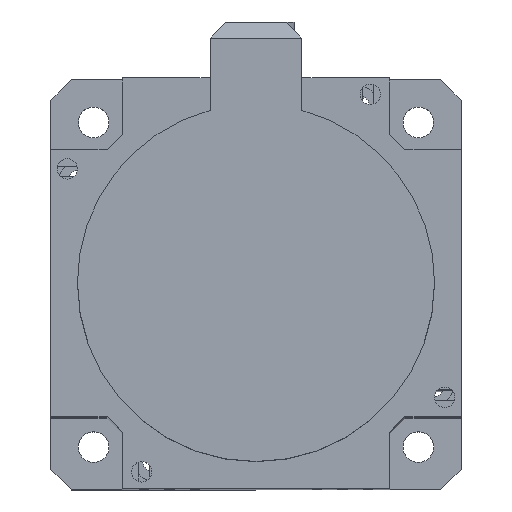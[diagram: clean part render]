
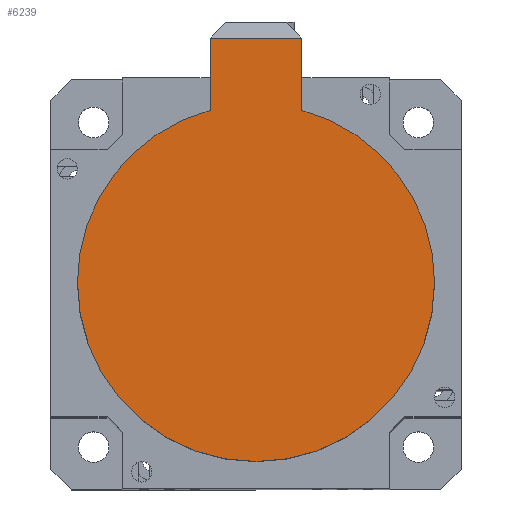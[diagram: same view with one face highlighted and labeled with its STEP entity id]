
A CAD part, top view. The second image highlights one B-rep face of the part: STEP entity #6239.
In plain terms, the highlighted planar face has unit normal (0, 0, 1).
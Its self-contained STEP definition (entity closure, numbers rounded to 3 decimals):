
#640 = CARTESIAN_POINT ( 'NONE',  ( 49.2, 88.2, 22. ) ) ;
#1057 = CARTESIAN_POINT ( 'NONE',  ( 40.2, 40.2, 22. ) ) ;
#1696 = CARTESIAN_POINT ( 'NONE',  ( 40.2, 40.2, 22. ) ) ;
#2073 = LINE ( 'NONE', #3294, #11482 ) ;
#2101 = DIRECTION ( 'NONE',  ( 0., 0., 1. ) ) ;
#2226 = ORIENTED_EDGE ( 'NONE', *, *, #3318, .T. ) ;
#2391 = CARTESIAN_POINT ( 'NONE',  ( 40.2, 40.2, 22. ) ) ;
#2664 = ORIENTED_EDGE ( 'NONE', *, *, #4990, .T. ) ;
#2959 = AXIS2_PLACEMENT_3D ( 'NONE', #4925, #6011, #3845 ) ;
#3079 = ORIENTED_EDGE ( 'NONE', *, *, #7287, .T. ) ;
#3170 = DIRECTION ( 'NONE',  ( 1., 0., 0. ) ) ;
#3294 = CARTESIAN_POINT ( 'NONE',  ( 40.2, 88.2, 22. ) ) ;
#3318 = EDGE_CURVE ( 'NONE', #4465, #10347, #10003, .T. ) ;
#3383 = CARTESIAN_POINT ( 'NONE',  ( 5.2, 40.2, 22. ) ) ;
#3454 = DIRECTION ( 'NONE',  ( 1., 0., 0. ) ) ;
#3489 = FACE_OUTER_BOUND ( 'NONE', #3523, .T. ) ;
#3506 = ORIENTED_EDGE ( 'NONE', *, *, #8712, .T. ) ;
#3523 = EDGE_LOOP ( 'NONE', ( #7974, #2664, #2226, #3506, #8989, #3079 ) ) ;
#3641 = AXIS2_PLACEMENT_3D ( 'NONE', #2391, #9916, #3454 ) ;
#3845 = DIRECTION ( 'NONE',  ( 1., 0., 0. ) ) ;
#3936 = EDGE_CURVE ( 'NONE', #13091, #7458, #6113, .T. ) ;
#4465 = VERTEX_POINT ( 'NONE', #11059 ) ;
#4925 = CARTESIAN_POINT ( 'NONE',  ( 40.2, 40.2, 22. ) ) ;
#4990 = EDGE_CURVE ( 'NONE', #6516, #4465, #2073, .T. ) ;
#5218 = AXIS2_PLACEMENT_3D ( 'NONE', #1696, #10230, #13387 ) ;
#5398 = VECTOR ( 'NONE', #13292, 1000. ) ;
#5799 = AXIS2_PLACEMENT_3D ( 'NONE', #1057, #2101, #3170 ) ;
#6011 = DIRECTION ( 'NONE',  ( 0., 0., 1. ) ) ;
#6113 = CIRCLE ( 'NONE', #5799, 35. ) ;
#6239 = ADVANCED_FACE ( 'NONE', ( #3489 ), #10297, .T. ) ;
#6516 = VERTEX_POINT ( 'NONE', #640 ) ;
#7092 = VERTEX_POINT ( 'NONE', #13322 ) ;
#7287 = EDGE_CURVE ( 'NONE', #7458, #7092, #7530, .T. ) ;
#7458 = VERTEX_POINT ( 'NONE', #10522 ) ;
#7530 = CIRCLE ( 'NONE', #5218, 35. ) ;
#7974 = ORIENTED_EDGE ( 'NONE', *, *, #13219, .T. ) ;
#8276 = LINE ( 'NONE', #12041, #5398 ) ;
#8712 = EDGE_CURVE ( 'NONE', #10347, #13091, #9850, .T. ) ;
#8989 = ORIENTED_EDGE ( 'NONE', *, *, #3936, .T. ) ;
#9850 = CIRCLE ( 'NONE', #3641, 35. ) ;
#9916 = DIRECTION ( 'NONE',  ( 0., 0., 1. ) ) ;
#10003 = LINE ( 'NONE', #12486, #13482 ) ;
#10230 = DIRECTION ( 'NONE',  ( 0., 0., 1. ) ) ;
#10297 = PLANE ( 'NONE',  #2959 ) ;
#10347 = VERTEX_POINT ( 'NONE', #11418 ) ;
#10354 = DIRECTION ( 'NONE',  ( 0., -1., 0. ) ) ;
#10522 = CARTESIAN_POINT ( 'NONE',  ( 75.2, 40.2, 22. ) ) ;
#10860 = DIRECTION ( 'NONE',  ( -1., 0., 0. ) ) ;
#11059 = CARTESIAN_POINT ( 'NONE',  ( 31.2, 88.2, 22. ) ) ;
#11418 = CARTESIAN_POINT ( 'NONE',  ( 31.2, 74.023, 22. ) ) ;
#11482 = VECTOR ( 'NONE', #10860, 1000. ) ;
#12041 = CARTESIAN_POINT ( 'NONE',  ( 49.2, 91.2, 22. ) ) ;
#12486 = CARTESIAN_POINT ( 'NONE',  ( 31.2, 71.2, 22. ) ) ;
#13091 = VERTEX_POINT ( 'NONE', #3383 ) ;
#13219 = EDGE_CURVE ( 'NONE', #7092, #6516, #8276, .T. ) ;
#13292 = DIRECTION ( 'NONE',  ( 0., 1., 0. ) ) ;
#13322 = CARTESIAN_POINT ( 'NONE',  ( 49.2, 74.023, 22. ) ) ;
#13387 = DIRECTION ( 'NONE',  ( 1., 0., 0. ) ) ;
#13482 = VECTOR ( 'NONE', #10354, 1000. ) ;
